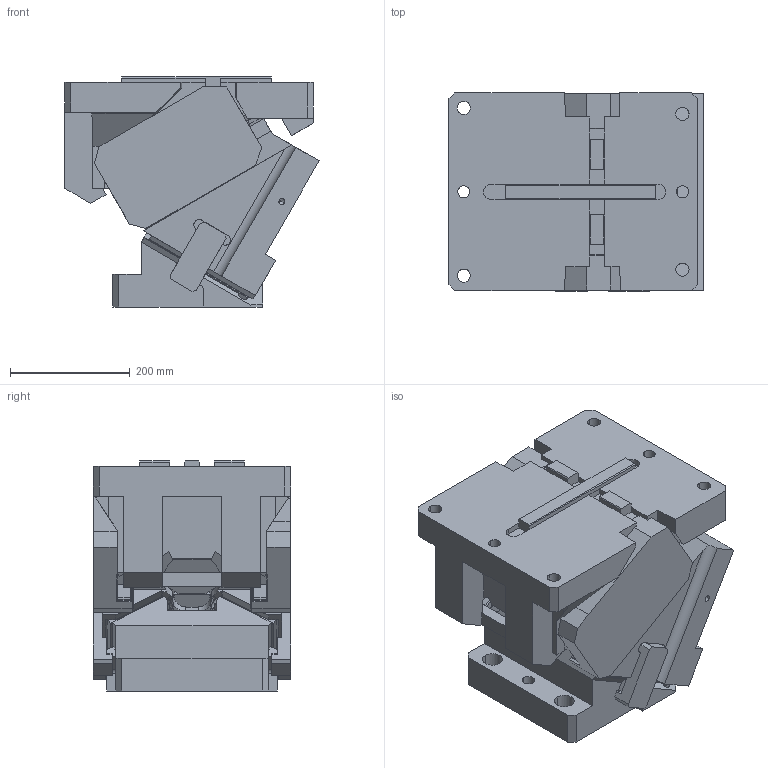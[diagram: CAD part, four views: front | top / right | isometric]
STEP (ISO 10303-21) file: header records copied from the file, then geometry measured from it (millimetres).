
FILE_DESCRIPTION(('CATIA V5 STEP Exchange'),'2;1');
FILE_NAME('CACV_F_330_30.stp','2015-04-27T06:58:58+00:00',('none'),('none'),'CATIA Version 5 Release 19 SP 2 (IN-10)','CATIA V5 STEP AP203','none');
FILE_SCHEMA(('CONFIG_CONTROL_DESIGN'));
Length unit declared in the file: millimetre
Products named in the file (1): CACV_F_330_30
Bounding box: 424.61 x 330 x 384 mm (x, y, z)
Volume: 32148278.2 mm3; surface area: 1492127.6 mm2
Topology: 3 solids, 3 shells, 592 faces, 1720 edges, 1129 vertices
Faces by surface type: plane 411, cylinder 164, cone 12, bspline 4, extrusion 1
Entity records: 20612 total; most frequent: CARTESIAN_POINT 5680, ORIENTED_EDGE 3424, DIRECTION 2515, EDGE_CURVE 1712, VECTOR 1323, LINE 1322, VERTEX_POINT 1129, AXIS2_PLACEMENT_3D 688
